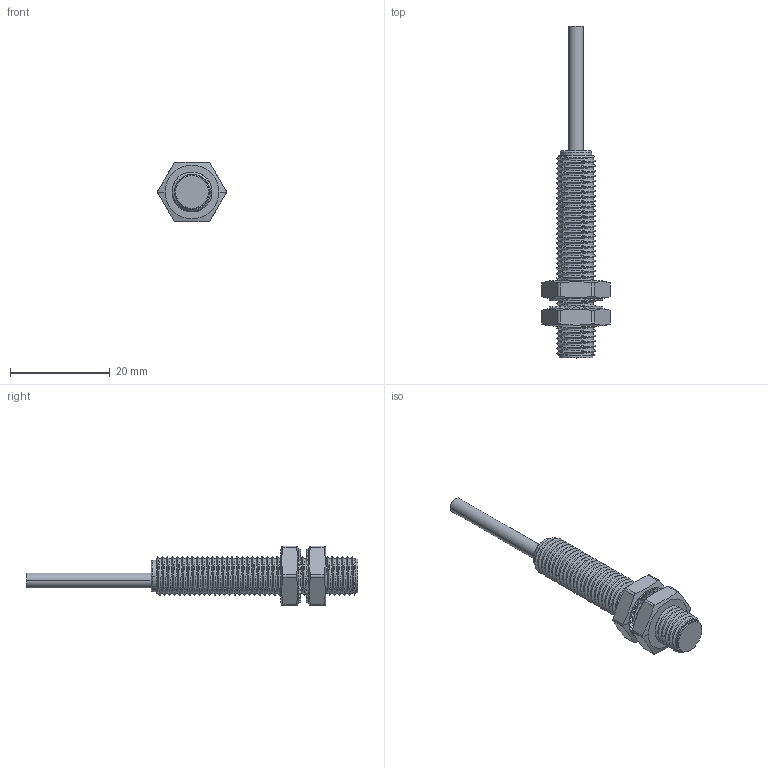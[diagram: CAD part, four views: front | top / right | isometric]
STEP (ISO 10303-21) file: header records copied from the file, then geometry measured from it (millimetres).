
FILE_DESCRIPTION((''),'2;1');
FILE_NAME('FI2-M08-OP6L_ASM','2021-06-29T',('hongwei.cui'),(''),'PRO/ENGINEER BY PARAMETRIC TECHNOLOGY CORPORATION, 2011490','PRO/ENGINEER BY PARAMETRIC TECHNOLOGY CORPORATION, 2011490','');
FILE_SCHEMA(('CONFIG_CONTROL_DESIGN'));
Length unit declared in the file: millimetre
Products named in the file (3): M08X40-Q01010016A1; M08-MU; FI2-M08-OP6L_ASM
Assembly tree (3 placements, depth 2):
  FI2-M08-OP6L_ASM
    M08X40-Q01010016A1
    M08-MU  x2
Bounding box: 13.7 x 66.4 x 12 mm (x, y, z)
Volume: 2489.8 mm3; surface area: 2598.3 mm2
Topology: 3 solids, 3 shells, 580 faces, 1574 edges, 1012 vertices
Faces by surface type: cylinder 282, plane 261, bspline 23, cone 10, torus 4
Entity records: 21359 total; most frequent: CARTESIAN_POINT 10034, ORIENTED_EDGE 1882, DIRECTION 1413, PRESENTATION_STYLE_ASSIGNMENT 983, STYLED_ITEM 983, CURVE_STYLE 981, EDGE_CURVE 941, VERTEX_POINT 598
